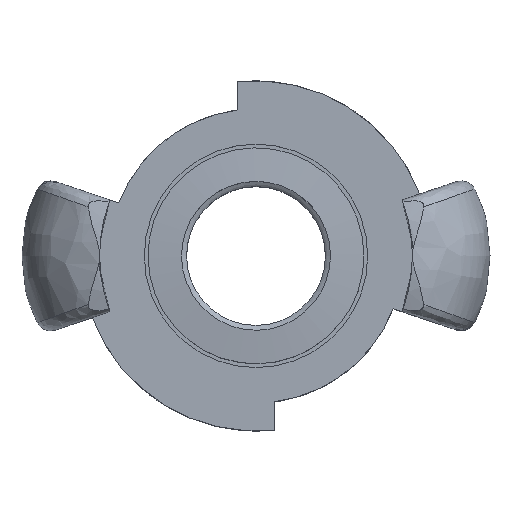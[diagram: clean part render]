
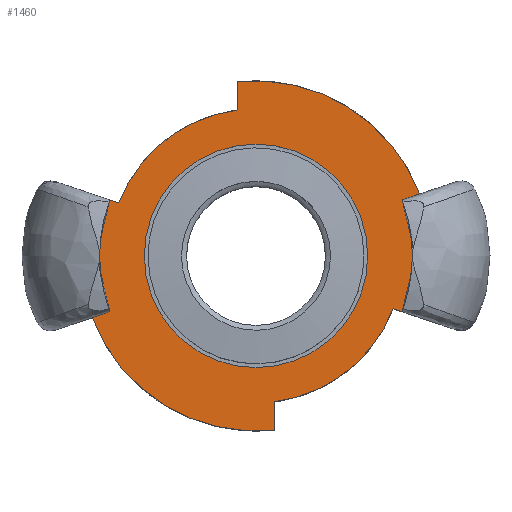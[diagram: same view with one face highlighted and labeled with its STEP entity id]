
A CAD part, top view. The second image highlights one B-rep face of the part: STEP entity #1460.
In plain terms, the highlighted planar face has unit normal (0, 0, 1).
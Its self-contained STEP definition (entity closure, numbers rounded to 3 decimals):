
#101=FACE_BOUND('',#299,.T.);
#126=PLANE('',#1601);
#219=FACE_OUTER_BOUND('',#298,.T.);
#298=EDGE_LOOP('',(#1230,#1231,#1232,#1233,#1234,#1235,#1236,#1237,#1238,
#1239,#1240,#1241));
#299=EDGE_LOOP('',(#1242,#1243));
#353=LINE('',#2868,#428);
#357=LINE('',#2989,#432);
#360=LINE('',#2996,#435);
#365=LINE('',#3005,#440);
#369=LINE('',#3033,#444);
#374=LINE('',#3042,#449);
#428=VECTOR('',#1832,10.);
#432=VECTOR('',#1844,10.);
#435=VECTOR('',#1849,10.);
#440=VECTOR('',#1856,10.);
#444=VECTOR('',#1864,10.);
#449=VECTOR('',#1871,10.);
#487=CIRCLE('',#1555,15.);
#488=CIRCLE('',#1556,15.);
#493=CIRCLE('',#1563,19.75);
#496=CIRCLE('',#1567,19.75);
#501=CIRCLE('',#1582,23.514);
#504=CIRCLE('',#1588,23.497);
#509=CIRCLE('',#1602,25.5);
#510=CIRCLE('',#1603,25.5);
#603=VERTEX_POINT('',#2613);
#604=VERTEX_POINT('',#2614);
#611=VERTEX_POINT('',#2690);
#612=VERTEX_POINT('',#2692);
#619=VERTEX_POINT('',#2745);
#620=VERTEX_POINT('',#2747);
#629=VERTEX_POINT('',#2866);
#635=VERTEX_POINT('',#2987);
#637=VERTEX_POINT('',#2993);
#638=VERTEX_POINT('',#2995);
#640=VERTEX_POINT('',#3001);
#644=VERTEX_POINT('',#3030);
#645=VERTEX_POINT('',#3032);
#647=VERTEX_POINT('',#3038);
#775=EDGE_CURVE('',#603,#604,#487,.T.);
#776=EDGE_CURVE('',#604,#603,#488,.T.);
#788=EDGE_CURVE('',#611,#612,#493,.T.);
#797=EDGE_CURVE('',#619,#620,#496,.T.);
#809=EDGE_CURVE('',#629,#611,#353,.T.);
#819=EDGE_CURVE('',#635,#619,#357,.T.);
#822=EDGE_CURVE('',#637,#638,#360,.T.);
#827=EDGE_CURVE('',#640,#620,#365,.T.);
#832=EDGE_CURVE('',#644,#645,#369,.T.);
#837=EDGE_CURVE('',#647,#612,#374,.T.);
#840=EDGE_CURVE('',#637,#640,#501,.T.);
#846=EDGE_CURVE('',#644,#647,#504,.T.);
#860=EDGE_CURVE('',#645,#635,#509,.T.);
#861=EDGE_CURVE('',#638,#629,#510,.T.);
#1230=ORIENTED_EDGE('',*,*,#840,.T.);
#1231=ORIENTED_EDGE('',*,*,#827,.T.);
#1232=ORIENTED_EDGE('',*,*,#797,.F.);
#1233=ORIENTED_EDGE('',*,*,#819,.F.);
#1234=ORIENTED_EDGE('',*,*,#860,.F.);
#1235=ORIENTED_EDGE('',*,*,#832,.F.);
#1236=ORIENTED_EDGE('',*,*,#846,.T.);
#1237=ORIENTED_EDGE('',*,*,#837,.T.);
#1238=ORIENTED_EDGE('',*,*,#788,.F.);
#1239=ORIENTED_EDGE('',*,*,#809,.F.);
#1240=ORIENTED_EDGE('',*,*,#861,.F.);
#1241=ORIENTED_EDGE('',*,*,#822,.F.);
#1242=ORIENTED_EDGE('',*,*,#775,.T.);
#1243=ORIENTED_EDGE('',*,*,#776,.T.);
#1460=ADVANCED_FACE('',(#219,#101),#126,.F.);
#1555=AXIS2_PLACEMENT_3D('',#2615,#1790,#1791);
#1556=AXIS2_PLACEMENT_3D('',#2616,#1792,#1793);
#1563=AXIS2_PLACEMENT_3D('',#2693,#1808,#1809);
#1567=AXIS2_PLACEMENT_3D('',#2748,#1819,#1820);
#1582=AXIS2_PLACEMENT_3D('',#3065,#1877,#1878);
#1588=AXIS2_PLACEMENT_3D('',#3093,#1891,#1892);
#1601=AXIS2_PLACEMENT_3D('',#3172,#1923,#1924);
#1602=AXIS2_PLACEMENT_3D('',#3173,#1925,#1926);
#1603=AXIS2_PLACEMENT_3D('',#3174,#1927,#1928);
#1790=DIRECTION('center_axis',(0.,0.,-1.));
#1791=DIRECTION('ref_axis',(0.,-1.,0.));
#1792=DIRECTION('center_axis',(0.,0.,-1.));
#1793=DIRECTION('ref_axis',(0.,-1.,0.));
#1808=DIRECTION('center_axis',(0.,0.,-1.));
#1809=DIRECTION('ref_axis',(-1.,0.,0.));
#1819=DIRECTION('center_axis',(0.,0.,-1.));
#1820=DIRECTION('ref_axis',(-1.,0.,0.));
#1832=DIRECTION('',(0.948,-0.319,0.));
#1844=DIRECTION('',(-0.948,0.319,0.));
#1849=DIRECTION('',(-0.948,-0.319,0.));
#1856=DIRECTION('',(0.,1.,0.));
#1864=DIRECTION('',(0.948,0.319,0.));
#1871=DIRECTION('',(0.,-1.,0.));
#1877=DIRECTION('center_axis',(0.,0.,1.));
#1878=DIRECTION('ref_axis',(0.936,0.353,0.));
#1891=DIRECTION('center_axis',(0.,0.,1.));
#1892=DIRECTION('ref_axis',(-0.936,-0.353,0.));
#1923=DIRECTION('center_axis',(0.,0.,-1.));
#1924=DIRECTION('ref_axis',(-1.,0.,0.));
#1925=DIRECTION('center_axis',(0.,0.,-1.));
#1926=DIRECTION('ref_axis',(0.,-1.,0.));
#1927=DIRECTION('center_axis',(0.,0.,-1.));
#1928=DIRECTION('ref_axis',(0.,-1.,0.));
#2613=CARTESIAN_POINT('',(0.,-15.,0.));
#2614=CARTESIAN_POINT('',(0.,15.,0.));
#2615=CARTESIAN_POINT('Origin',(0.,0.,0.));
#2616=CARTESIAN_POINT('Origin',(0.,0.,0.));
#2690=CARTESIAN_POINT('',(-18.429,7.101,0.));
#2692=CARTESIAN_POINT('',(-2.5,19.591,0.));
#2693=CARTESIAN_POINT('Origin',(0.,0.,0.));
#2745=CARTESIAN_POINT('',(18.429,-7.101,0.));
#2747=CARTESIAN_POINT('',(2.5,-19.591,0.));
#2748=CARTESIAN_POINT('Origin',(0.,0.,0.));
#2866=CARTESIAN_POINT('',(-23.883,8.937,0.));
#2868=CARTESIAN_POINT('',(-12.197,5.002,0.));
#2987=CARTESIAN_POINT('',(23.883,-8.937,0.));
#2989=CARTESIAN_POINT('',(16.054,-6.301,0.));
#2993=CARTESIAN_POINT('',(-22.,-8.303,0.));
#2995=CARTESIAN_POINT('',(-23.883,-8.937,0.));
#2996=CARTESIAN_POINT('',(-11.008,-4.601,0.));
#3001=CARTESIAN_POINT('',(2.5,-23.381,0.));
#3005=CARTESIAN_POINT('',(2.5,0.,0.));
#3030=CARTESIAN_POINT('',(21.984,8.298,0.));
#3032=CARTESIAN_POINT('',(23.883,8.937,0.));
#3033=CARTESIAN_POINT('',(7.151,3.302,0.));
#3038=CARTESIAN_POINT('',(-2.5,23.364,0.));
#3042=CARTESIAN_POINT('',(-2.5,0.,0.));
#3065=CARTESIAN_POINT('Origin',(0.,0.,0.));
#3093=CARTESIAN_POINT('Origin',(0.,0.,0.));
#3172=CARTESIAN_POINT('Origin',(0.,-12.75,0.));
#3173=CARTESIAN_POINT('Origin',(0.,0.,0.));
#3174=CARTESIAN_POINT('Origin',(0.,0.,0.));
